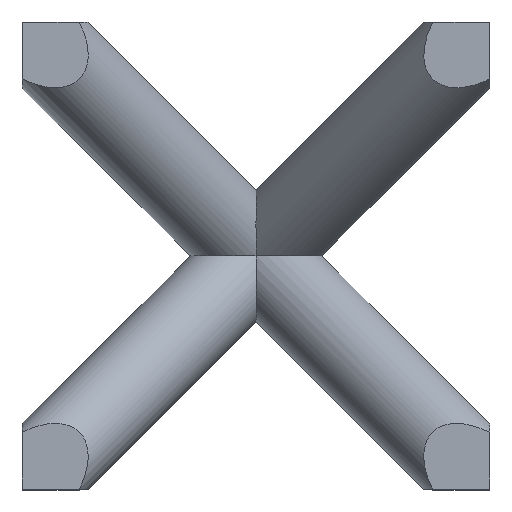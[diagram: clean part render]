
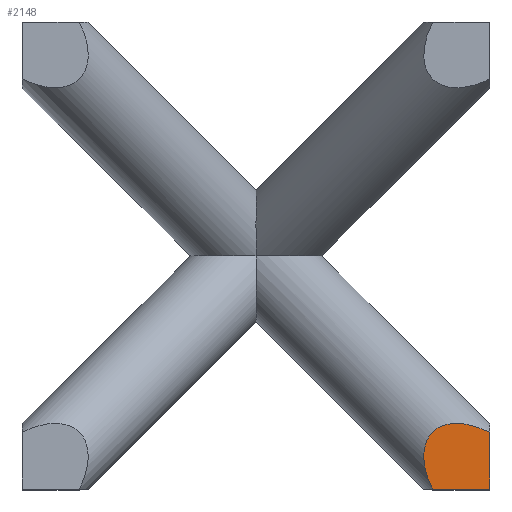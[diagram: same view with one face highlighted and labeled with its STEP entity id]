
A CAD part, top view. The second image highlights one B-rep face of the part: STEP entity #2148.
In plain terms, the highlighted planar face has unit normal (0, 0, 1).
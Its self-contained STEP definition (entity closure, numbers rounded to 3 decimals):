
#48 = CYLINDRICAL_SURFACE('',#49,0.996);
#49 = AXIS2_PLACEMENT_3D('',#50,#51,#52);
#50 = CARTESIAN_POINT('',(0.,0.,0.));
#51 = DIRECTION('',(0.577,-0.577,0.577));
#52 = DIRECTION('',(0.707,0.,-0.707));
#584 = PLANE('',#585);
#585 = AXIS2_PLACEMENT_3D('',#586,#587,#588);
#586 = CARTESIAN_POINT('',(5.,-5.,-5.));
#587 = DIRECTION('',(1.,0.,-0.));
#588 = DIRECTION('',(0.,0.,1.));
#597 = VERTEX_POINT('',#598);
#598 = CARTESIAN_POINT('',(3.781,-5.,5.));
#624 = PLANE('',#625);
#625 = AXIS2_PLACEMENT_3D('',#626,#627,#628);
#626 = CARTESIAN_POINT('',(-5.,-5.,-5.));
#627 = DIRECTION('',(-0.,1.,0.));
#628 = DIRECTION('',(0.,0.,1.));
#636 = EDGE_CURVE('',#637,#597,#639,.T.);
#637 = VERTEX_POINT('',#638);
#638 = CARTESIAN_POINT('',(5.,-3.781,5.));
#639 = SURFACE_CURVE('',#640,(#645,#663),.PCURVE_S1.);
#640 = ELLIPSE('',#641,1.724,0.996);
#641 = AXIS2_PLACEMENT_3D('',#642,#643,#644);
#642 = CARTESIAN_POINT('',(5.,-5.,5.));
#643 = DIRECTION('',(0.,0.,1.));
#644 = DIRECTION('',(0.707,-0.707,0.));
#645 = PCURVE('',#48,#646);
#646 = DEFINITIONAL_REPRESENTATION('',(#647),#662);
#647 = B_SPLINE_CURVE_WITH_KNOTS('',7,(#648,#649,#650,#651,#652,#653,
    #654,#655,#656,#657,#658,#659,#660,#661),.UNSPECIFIED.,.F.,.F.,(8,6,
    8),(1.571,3.142,4.712),.UNSPECIFIED.);
#648 = CARTESIAN_POINT('',(1.047,8.66));
#649 = CARTESIAN_POINT('',(1.272,8.344));
#650 = CARTESIAN_POINT('',(1.496,8.028));
#651 = CARTESIAN_POINT('',(1.72,7.738));
#652 = CARTESIAN_POINT('',(1.945,7.501));
#653 = CARTESIAN_POINT('',(2.169,7.335));
#654 = CARTESIAN_POINT('',(2.394,7.252));
#655 = CARTESIAN_POINT('',(2.842,7.252));
#656 = CARTESIAN_POINT('',(3.067,7.335));
#657 = CARTESIAN_POINT('',(3.291,7.501));
#658 = CARTESIAN_POINT('',(3.516,7.738));
#659 = CARTESIAN_POINT('',(3.74,8.028));
#660 = CARTESIAN_POINT('',(3.964,8.344));
#661 = CARTESIAN_POINT('',(4.189,8.66));
#662 = ( GEOMETRIC_REPRESENTATION_CONTEXT(2) 
PARAMETRIC_REPRESENTATION_CONTEXT() REPRESENTATION_CONTEXT('2D SPACE',''
  ) );
#663 = PCURVE('',#664,#669);
#664 = PLANE('',#665);
#665 = AXIS2_PLACEMENT_3D('',#666,#667,#668);
#666 = CARTESIAN_POINT('',(-5.,-5.,5.));
#667 = DIRECTION('',(0.,0.,1.));
#668 = DIRECTION('',(1.,0.,-0.));
#669 = DEFINITIONAL_REPRESENTATION('',(#670),#674);
#670 = ELLIPSE('',#671,1.724,0.996);
#671 = AXIS2_PLACEMENT_2D('',#672,#673);
#672 = CARTESIAN_POINT('',(10.,0.));
#673 = DIRECTION('',(0.707,-0.707));
#674 = ( GEOMETRIC_REPRESENTATION_CONTEXT(2) 
PARAMETRIC_REPRESENTATION_CONTEXT() REPRESENTATION_CONTEXT('2D SPACE',''
  ) );
#2104 = VERTEX_POINT('',#2105);
#2105 = CARTESIAN_POINT('',(5.,-5.,5.));
#2128 = EDGE_CURVE('',#2104,#637,#2129,.T.);
#2129 = SURFACE_CURVE('',#2130,(#2134,#2141),.PCURVE_S1.);
#2130 = LINE('',#2131,#2132);
#2131 = CARTESIAN_POINT('',(5.,-5.,5.));
#2132 = VECTOR('',#2133,1.);
#2133 = DIRECTION('',(-0.,1.,0.));
#2134 = PCURVE('',#584,#2135);
#2135 = DEFINITIONAL_REPRESENTATION('',(#2136),#2140);
#2136 = LINE('',#2137,#2138);
#2137 = CARTESIAN_POINT('',(10.,0.));
#2138 = VECTOR('',#2139,1.);
#2139 = DIRECTION('',(0.,-1.));
#2140 = ( GEOMETRIC_REPRESENTATION_CONTEXT(2) 
PARAMETRIC_REPRESENTATION_CONTEXT() REPRESENTATION_CONTEXT('2D SPACE',''
  ) );
#2141 = PCURVE('',#664,#2142);
#2142 = DEFINITIONAL_REPRESENTATION('',(#2143),#2147);
#2143 = LINE('',#2144,#2145);
#2144 = CARTESIAN_POINT('',(10.,0.));
#2145 = VECTOR('',#2146,1.);
#2146 = DIRECTION('',(0.,1.));
#2147 = ( GEOMETRIC_REPRESENTATION_CONTEXT(2) 
PARAMETRIC_REPRESENTATION_CONTEXT() REPRESENTATION_CONTEXT('2D SPACE',''
  ) );
#2148 = ADVANCED_FACE('',(#2149),#664,.T.);
#2149 = FACE_BOUND('',#2150,.T.);
#2150 = EDGE_LOOP('',(#2151,#2152,#2173));
#2151 = ORIENTED_EDGE('',*,*,#636,.T.);
#2152 = ORIENTED_EDGE('',*,*,#2153,.T.);
#2153 = EDGE_CURVE('',#597,#2104,#2154,.T.);
#2154 = SURFACE_CURVE('',#2155,(#2159,#2166),.PCURVE_S1.);
#2155 = LINE('',#2156,#2157);
#2156 = CARTESIAN_POINT('',(-5.,-5.,5.));
#2157 = VECTOR('',#2158,1.);
#2158 = DIRECTION('',(1.,0.,-0.));
#2159 = PCURVE('',#664,#2160);
#2160 = DEFINITIONAL_REPRESENTATION('',(#2161),#2165);
#2161 = LINE('',#2162,#2163);
#2162 = CARTESIAN_POINT('',(0.,0.));
#2163 = VECTOR('',#2164,1.);
#2164 = DIRECTION('',(1.,0.));
#2165 = ( GEOMETRIC_REPRESENTATION_CONTEXT(2) 
PARAMETRIC_REPRESENTATION_CONTEXT() REPRESENTATION_CONTEXT('2D SPACE',''
  ) );
#2166 = PCURVE('',#624,#2167);
#2167 = DEFINITIONAL_REPRESENTATION('',(#2168),#2172);
#2168 = LINE('',#2169,#2170);
#2169 = CARTESIAN_POINT('',(10.,0.));
#2170 = VECTOR('',#2171,1.);
#2171 = DIRECTION('',(0.,1.));
#2172 = ( GEOMETRIC_REPRESENTATION_CONTEXT(2) 
PARAMETRIC_REPRESENTATION_CONTEXT() REPRESENTATION_CONTEXT('2D SPACE',''
  ) );
#2173 = ORIENTED_EDGE('',*,*,#2128,.T.);
